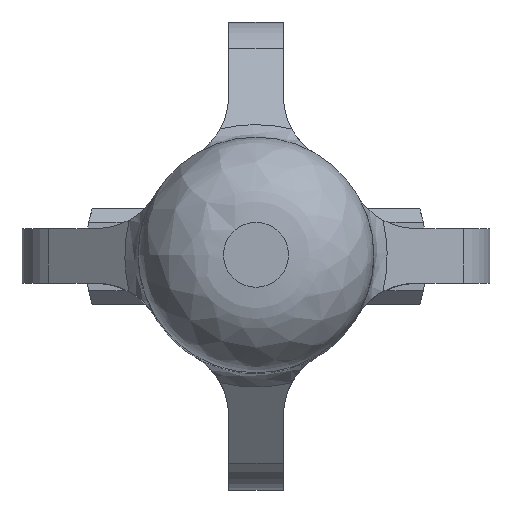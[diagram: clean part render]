
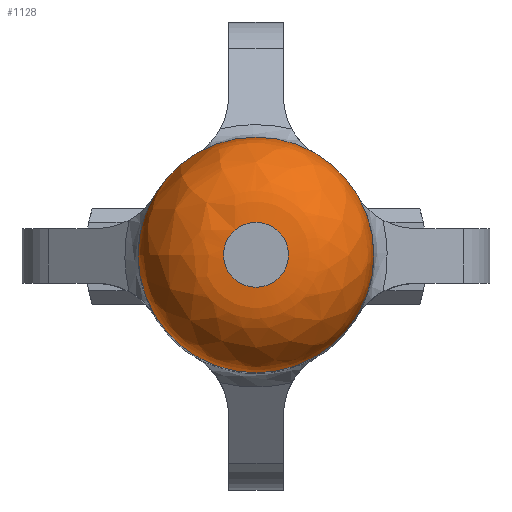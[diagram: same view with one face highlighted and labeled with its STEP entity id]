
A CAD part, top view. The second image highlights one B-rep face of the part: STEP entity #1128.
In plain terms, the highlighted free-form (B-spline) face has degree [2, 2] with [3, 9] control points.
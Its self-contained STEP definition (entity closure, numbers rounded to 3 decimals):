
#23=(
BOUNDED_SURFACE()
B_SPLINE_SURFACE(2,2,((#2409,#2410,#2411,#2412,#2413,#2414,#2415,#2416,
#2417),(#2418,#2419,#2420,#2421,#2422,#2423,#2424,#2425,#2426),(#2427,#2428,
#2429,#2430,#2431,#2432,#2433,#2434,#2435)),.UNSPECIFIED.,.F.,.T.,.F.)
B_SPLINE_SURFACE_WITH_KNOTS((3,3),(3,2,2,2,3),(0.,1.571),(-3.142,
-1.571,0.,1.571,3.142),.UNSPECIFIED.)
GEOMETRIC_REPRESENTATION_ITEM()
RATIONAL_B_SPLINE_SURFACE(((1.,0.707,1.,0.707,1.,
0.707,1.,0.707,1.),(0.707,0.5,
0.707,0.5,0.707,0.5,
0.707,0.5,0.707),(1.,0.707,
1.,0.707,1.,0.707,1.,0.707,1.)))
REPRESENTATION_ITEM('')
SURFACE()
);
#42=CIRCLE('',#1263,0.95);
#43=CIRCLE('',#1264,2.5);
#44=CIRCLE('',#1265,3.45);
#288=FACE_OUTER_BOUND('',#352,.T.);
#352=EDGE_LOOP('',(#958,#959,#960,#961));
#544=VERTEX_POINT('',#2436);
#545=VERTEX_POINT('',#2438);
#696=EDGE_CURVE('',#544,#544,#42,.T.);
#697=EDGE_CURVE('',#544,#545,#43,.T.);
#698=EDGE_CURVE('',#545,#545,#44,.T.);
#958=ORIENTED_EDGE('',*,*,#696,.T.);
#959=ORIENTED_EDGE('',*,*,#697,.T.);
#960=ORIENTED_EDGE('',*,*,#698,.T.);
#961=ORIENTED_EDGE('',*,*,#697,.F.);
#1128=ADVANCED_FACE('',(#288),#23,.F.);
#1263=AXIS2_PLACEMENT_3D('',#2437,#1552,#1553);
#1264=AXIS2_PLACEMENT_3D('',#2439,#1554,#1555);
#1265=AXIS2_PLACEMENT_3D('',#2440,#1556,#1557);
#1552=DIRECTION('center_axis',(0.,0.,-1.));
#1553=DIRECTION('ref_axis',(1.,0.,0.));
#1554=DIRECTION('center_axis',(0.,-1.,0.));
#1555=DIRECTION('ref_axis',(-1.,0.,0.));
#1556=DIRECTION('center_axis',(0.,0.,1.));
#1557=DIRECTION('ref_axis',(1.,0.,0.));
#2409=CARTESIAN_POINT('Ctrl Pts',(-3.45,0.,27.5));
#2410=CARTESIAN_POINT('Ctrl Pts',(-3.45,-3.45,27.5));
#2411=CARTESIAN_POINT('Ctrl Pts',(0.,-3.45,27.5));
#2412=CARTESIAN_POINT('Ctrl Pts',(3.45,-3.45,27.5));
#2413=CARTESIAN_POINT('Ctrl Pts',(3.45,0.,27.5));
#2414=CARTESIAN_POINT('Ctrl Pts',(3.45,3.45,27.5));
#2415=CARTESIAN_POINT('Ctrl Pts',(0.,3.45,27.5));
#2416=CARTESIAN_POINT('Ctrl Pts',(-3.45,3.45,27.5));
#2417=CARTESIAN_POINT('Ctrl Pts',(-3.45,0.,27.5));
#2418=CARTESIAN_POINT('Ctrl Pts',(-3.45,0.,30.));
#2419=CARTESIAN_POINT('Ctrl Pts',(-3.45,-3.45,30.));
#2420=CARTESIAN_POINT('Ctrl Pts',(0.,-3.45,30.));
#2421=CARTESIAN_POINT('Ctrl Pts',(3.45,-3.45,30.));
#2422=CARTESIAN_POINT('Ctrl Pts',(3.45,0.,30.));
#2423=CARTESIAN_POINT('Ctrl Pts',(3.45,3.45,30.));
#2424=CARTESIAN_POINT('Ctrl Pts',(0.,3.45,30.));
#2425=CARTESIAN_POINT('Ctrl Pts',(-3.45,3.45,30.));
#2426=CARTESIAN_POINT('Ctrl Pts',(-3.45,0.,30.));
#2427=CARTESIAN_POINT('Ctrl Pts',(-0.95,0.,30.));
#2428=CARTESIAN_POINT('Ctrl Pts',(-0.95,-0.95,30.));
#2429=CARTESIAN_POINT('Ctrl Pts',(0.,-0.95,30.));
#2430=CARTESIAN_POINT('Ctrl Pts',(0.95,-0.95,30.));
#2431=CARTESIAN_POINT('Ctrl Pts',(0.95,0.,30.));
#2432=CARTESIAN_POINT('Ctrl Pts',(0.95,0.95,30.));
#2433=CARTESIAN_POINT('Ctrl Pts',(0.,0.95,30.));
#2434=CARTESIAN_POINT('Ctrl Pts',(-0.95,0.95,30.));
#2435=CARTESIAN_POINT('Ctrl Pts',(-0.95,0.,30.));
#2436=CARTESIAN_POINT('',(-0.95,0.,30.));
#2437=CARTESIAN_POINT('Origin',(0.,0.,30.));
#2438=CARTESIAN_POINT('',(-3.45,0.,27.5));
#2439=CARTESIAN_POINT('Origin',(-0.95,0.,27.5));
#2440=CARTESIAN_POINT('Origin',(0.,0.,27.5));
